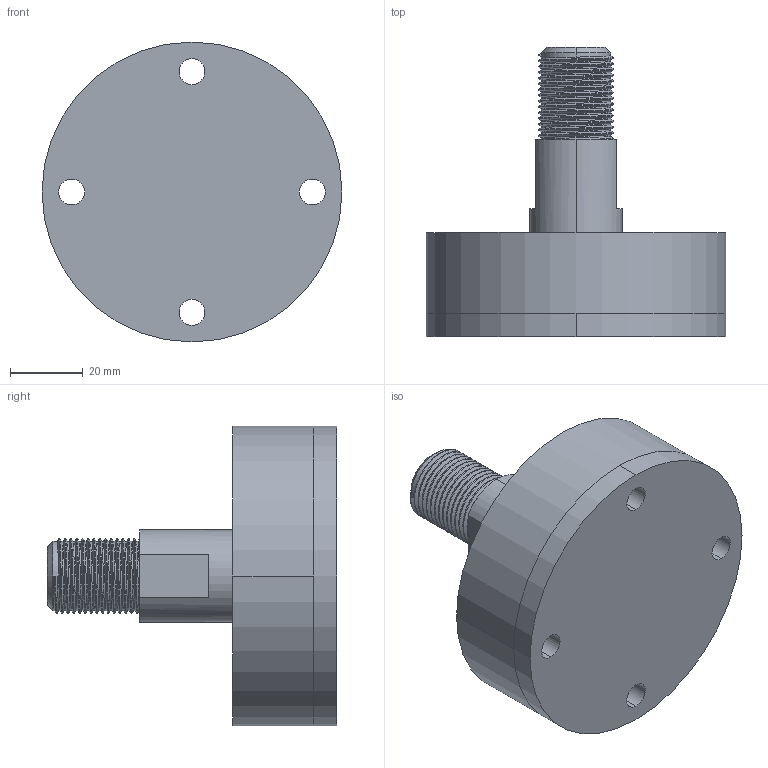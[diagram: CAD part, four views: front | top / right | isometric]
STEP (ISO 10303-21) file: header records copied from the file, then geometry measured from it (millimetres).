
FILE_DESCRIPTION (( 'STEP AP203' ), '1' );
FILE_NAME ('PAF-01.STEP', '2021-01-15T19:35:48', ( '' ), ( '' ), 'SwSTEP 2.0', 'SolidWorks 2018', '' );
FILE_SCHEMA (( 'CONFIG_CONTROL_DESIGN' ));
Length unit declared in the file: millimetre
Products named in the file (1): PAF-01
Bounding box: 82.55 x 79.63 x 82.55 mm (x, y, z)
Volume: 161083.7 mm3; surface area: 41878.3 mm2
Topology: 2 solids, 2 shells, 100 faces, 252 edges, 163 vertices
Faces by surface type: cylinder 68, plane 17, torus 6, cone 4, bspline 3, sphere 2
Entity records: 5931 total; most frequent: CARTESIAN_POINT 3527, ORIENTED_EDGE 498, DIRECTION 472, EDGE_CURVE 249, AXIS2_PLACEMENT_3D 196, VERTEX_POINT 162, EDGE_LOOP 125, FACE_OUTER_BOUND 100
